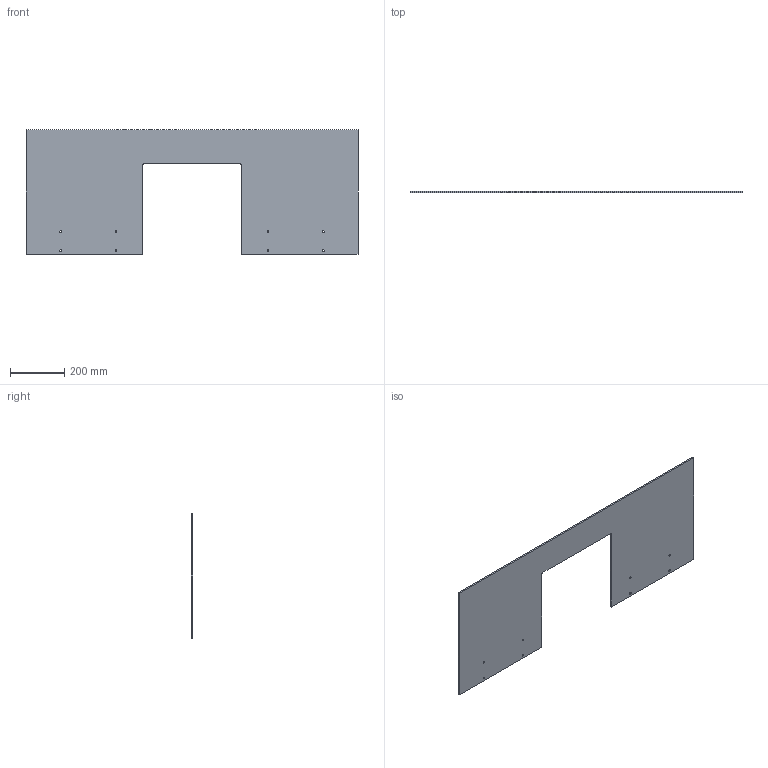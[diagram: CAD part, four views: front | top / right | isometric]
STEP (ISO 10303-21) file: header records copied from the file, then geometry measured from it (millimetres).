
FILE_DESCRIPTION(/* description */ (''),/* implementation_level */ '2;1');
FILE_NAME(/* name */ 'GE-18017.ipt.stp',/* time_stamp */ '2018-01-01T11:16:56-08:00',/* author */ ('PhillipD'),/* organization */ (''),/* preprocessor_version */ 'ST-DEVELOPER v16.13',/* originating_system */ 'Autodesk Inventor 2018',/* authorisation */ '');
FILE_SCHEMA (('AUTOMOTIVE_DESIGN { 1 0 10303 214 3 1 1 }'));
Length unit declared in the file: inch
Products named in the file (1): GE-18017
Bounding box: 1219.2 x 6.35 x 457.2 mm (x, y, z)
Volume: 2771684.8 mm3; surface area: 899535.3 mm2
Topology: 1 solids, 1 shells, 20 faces, 54 edges, 36 vertices
Faces by surface type: cylinder 10, plane 10
Full cylindrical faces by diameter (mm): 6.731 x8
Entity records: 671 total; most frequent: DIRECTION 108, CARTESIAN_POINT 103, ORIENTED_EDGE 92, EDGE_CURVE 46, EDGE_LOOP 44, AXIS2_PLACEMENT_3D 41, VERTEX_POINT 36, LINE 26
